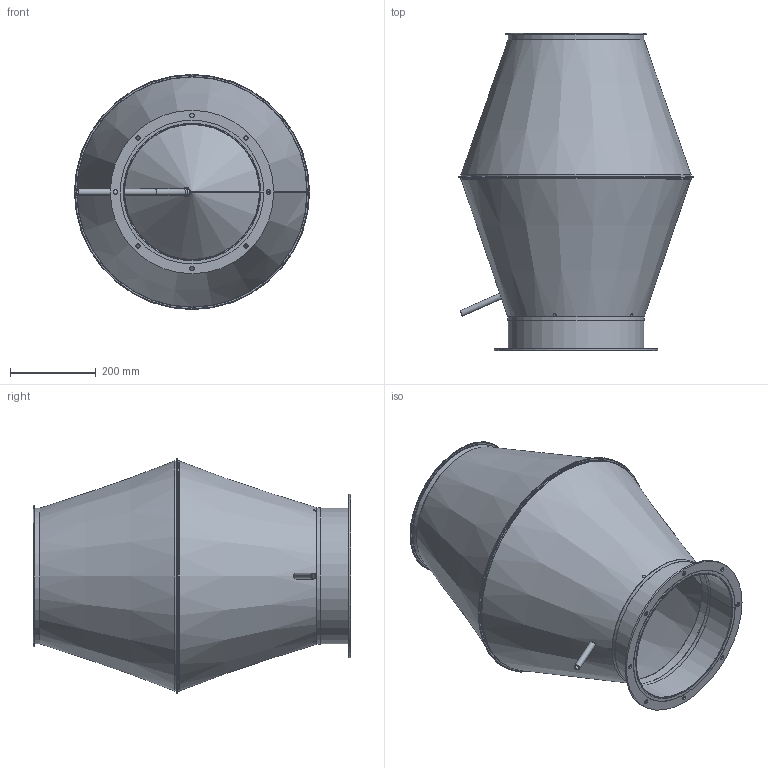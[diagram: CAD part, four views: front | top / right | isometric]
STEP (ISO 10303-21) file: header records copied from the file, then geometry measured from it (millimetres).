
FILE_DESCRIPTION(/* description */ ('Underdel HJHF'),/* implementation_level */ '2;1');
FILE_NAME(/* name */ 'HJHF-03.stp',/* time_stamp */ '2016-04-01T09:17:17+02:00',/* author */ ('CAD'),/* organization */ (''),/* preprocessor_version */ 'ST-DEVELOPER v15.6',/* originating_system */ 'Autodesk Inventor 2015',/* authorisation */ '');
FILE_SCHEMA (('AUTOMOTIVE_DESIGN { 1 0 10303 214 3 1 1 }'));
Length unit declared in the file: millimetre
Products named in the file (11): HJH-AA-21; HJH-AB-12; HJH-AC-06; HJH-AD-06; HML-HFS-315; Slang-HJH-315; Slangklämma; BlindnitmutterM6; HFS-315; HNGN-315; HJHF-03
Bounding box: 548.4 x 740.7 x 548.4 mm (x, y, z)
Volume: 1137751.7 mm3; surface area: 2850447.4 mm2
Topology: 19 solids, 19 shells, 280 faces, 599 edges, 343 vertices
Faces by surface type: plane 140, cylinder 70, cone 40, torus 24, bspline 6
Full cylindrical faces by diameter (mm): 10 x11, 14 x2, 315 x1, 315.5 x1, 316.4 x1, 316.5 x1, 316.9 x2, 318.3 x1, 321 x1, 326.05 x1, 335 x1, 381 x1, 535 x2, 536.4 x2, 537 x1, 545 x1
Entity records: 7007 total; most frequent: CARTESIAN_POINT 1706, DIRECTION 1110, ORIENTED_EDGE 920, EDGE_CURVE 460, AXIS2_PLACEMENT_3D 449, VERTEX_POINT 274, EDGE_LOOP 260, CIRCLE 216
